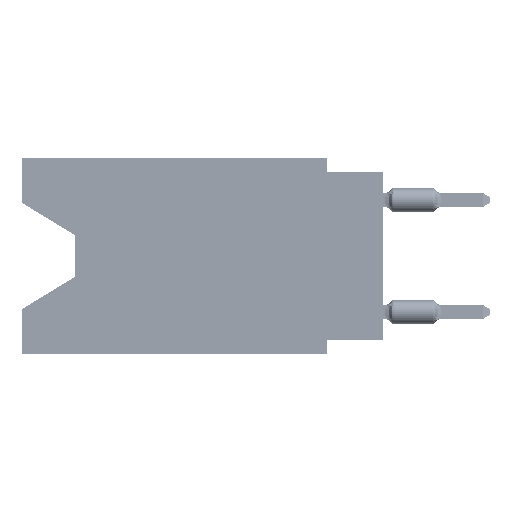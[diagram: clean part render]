
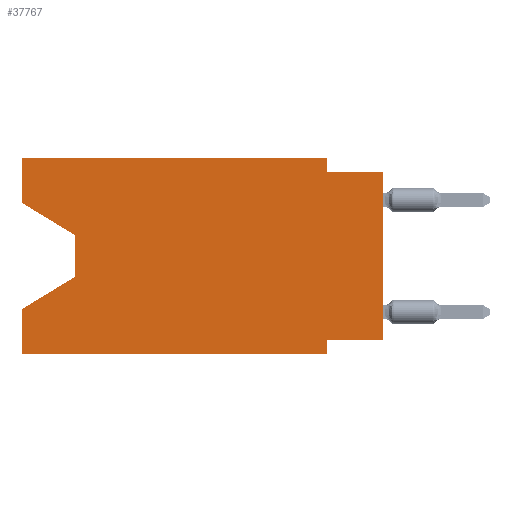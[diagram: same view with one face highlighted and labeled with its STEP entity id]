
A CAD part, left-side view. The second image highlights one B-rep face of the part: STEP entity #37767.
In plain terms, the highlighted planar face has unit normal (-1, 0, 0).
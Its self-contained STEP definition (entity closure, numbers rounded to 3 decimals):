
#117 = CARTESIAN_POINT ( 'NONE',  ( 0., 0., 0. ) ) ;
#285 = CARTESIAN_POINT ( 'NONE',  ( 0., 16.383, 0. ) ) ;
#2001 = CARTESIAN_POINT ( 'NONE',  ( 0., 16.383, -8.89 ) ) ;
#5649 = CARTESIAN_POINT ( 'NONE',  ( 0., 2.54, 0. ) ) ;
#7239 = EDGE_CURVE ( 'NONE', #78307, #81501, #26435, .T. ) ;
#7710 = VECTOR ( 'NONE', #17086, 1000. ) ;
#7811 = CARTESIAN_POINT ( 'NONE',  ( 0., 16.383, 0. ) ) ;
#13117 = CARTESIAN_POINT ( 'NONE',  ( 0., 2.54, -8.89 ) ) ;
#13812 = DIRECTION ( 'NONE',  ( 0., 0., -1. ) ) ;
#16263 = ORIENTED_EDGE ( 'NONE', *, *, #98325, .F. ) ;
#16302 = VERTEX_POINT ( 'NONE', #28200 ) ;
#17086 = DIRECTION ( 'NONE',  ( 0., 0., 1. ) ) ;
#17310 = VERTEX_POINT ( 'NONE', #113201 ) ;
#17983 = ORIENTED_EDGE ( 'NONE', *, *, #83152, .F. ) ;
#17991 = VECTOR ( 'NONE', #95566, 1000. ) ;
#19502 = EDGE_CURVE ( 'NONE', #52463, #81501, #93364, .T. ) ;
#19647 = DIRECTION ( 'NONE',  ( 0., -0.855, -0.519 ) ) ;
#21262 = CARTESIAN_POINT ( 'NONE',  ( 0., 16.383, 0. ) ) ;
#23627 = CARTESIAN_POINT ( 'NONE',  ( 0., 16.383, -2.038 ) ) ;
#23728 = EDGE_CURVE ( 'NONE', #105621, #82940, #32060, .T. ) ;
#23790 = VECTOR ( 'NONE', #55757, 1000. ) ;
#26435 = LINE ( 'NONE', #117, #7710 ) ;
#26571 = EDGE_CURVE ( 'NONE', #16302, #52463, #84612, .T. ) ;
#28200 = CARTESIAN_POINT ( 'NONE',  ( 0., 2.54, 0. ) ) ;
#29489 = EDGE_CURVE ( 'NONE', #94571, #76589, #42276, .T. ) ;
#30042 = VECTOR ( 'NONE', #44038, 1000. ) ;
#32060 = LINE ( 'NONE', #67749, #96336 ) ;
#32711 = DIRECTION ( 'NONE',  ( 0., 0.855, -0.519 ) ) ;
#33014 = AXIS2_PLACEMENT_3D ( 'NONE', #7811, #69820, #53954 ) ;
#34536 = ORIENTED_EDGE ( 'NONE', *, *, #109685, .F. ) ;
#37208 = VECTOR ( 'NONE', #49303, 1000. ) ;
#37767 = ADVANCED_FACE ( 'NONE', ( #78582 ), #70394, .F. ) ;
#41393 = DIRECTION ( 'NONE',  ( 0., 0., -1. ) ) ;
#41915 = VERTEX_POINT ( 'NONE', #80008 ) ;
#42276 = LINE ( 'NONE', #113626, #30042 ) ;
#42729 = ORIENTED_EDGE ( 'NONE', *, *, #7239, .T. ) ;
#44038 = DIRECTION ( 'NONE',  ( 0., 0., -1. ) ) ;
#44570 = ORIENTED_EDGE ( 'NONE', *, *, #101055, .T. ) ;
#45649 = LINE ( 'NONE', #77181, #78059 ) ;
#47563 = LINE ( 'NONE', #21262, #37208 ) ;
#48881 = DIRECTION ( 'NONE',  ( 0., -1., 0. ) ) ;
#49303 = DIRECTION ( 'NONE',  ( 0., 0., 1. ) ) ;
#51018 = ORIENTED_EDGE ( 'NONE', *, *, #53229, .T. ) ;
#52463 = VERTEX_POINT ( 'NONE', #55474 ) ;
#53229 = EDGE_CURVE ( 'NONE', #108703, #76589, #114904, .T. ) ;
#53549 = VECTOR ( 'NONE', #13812, 1000. ) ;
#53954 = DIRECTION ( 'NONE',  ( 0., 0., -1. ) ) ;
#55170 = DIRECTION ( 'NONE',  ( 0., -1., 0. ) ) ;
#55474 = CARTESIAN_POINT ( 'NONE',  ( 0., 2.54, -0.635 ) ) ;
#55757 = DIRECTION ( 'NONE',  ( 0., -1., 0. ) ) ;
#56151 = ORIENTED_EDGE ( 'NONE', *, *, #90204, .T. ) ;
#57446 = EDGE_CURVE ( 'NONE', #17310, #16302, #98522, .T. ) ;
#58450 = EDGE_LOOP ( 'NONE', ( #44570, #68057, #56151, #34536, #51018, #78640, #17983, #42729, #76220, #111260, #62955, #16263 ) ) ;
#61829 = LINE ( 'NONE', #72331, #62859 ) ;
#62859 = VECTOR ( 'NONE', #19647, 1000. ) ;
#62955 = ORIENTED_EDGE ( 'NONE', *, *, #57446, .F. ) ;
#64275 = CARTESIAN_POINT ( 'NONE',  ( 0., 16.383, -8.89 ) ) ;
#64791 = DIRECTION ( 'NONE',  ( 0., 0., 1. ) ) ;
#65528 = VECTOR ( 'NONE', #55170, 1000. ) ;
#65615 = CARTESIAN_POINT ( 'NONE',  ( 0., 0., -8.255 ) ) ;
#67506 = LINE ( 'NONE', #69254, #17991 ) ;
#67749 = CARTESIAN_POINT ( 'NONE',  ( 0., 13.97, -3.505 ) ) ;
#68057 = ORIENTED_EDGE ( 'NONE', *, *, #23728, .T. ) ;
#69254 = CARTESIAN_POINT ( 'NONE',  ( 0., 0., -8.255 ) ) ;
#69820 = DIRECTION ( 'NONE',  ( 1., 0., 0. ) ) ;
#70394 = PLANE ( 'NONE',  #33014 ) ;
#72331 = CARTESIAN_POINT ( 'NONE',  ( 0., 16.383, -2.038 ) ) ;
#73019 = CARTESIAN_POINT ( 'NONE',  ( 0., 16.383, 0. ) ) ;
#75226 = CARTESIAN_POINT ( 'NONE',  ( 0., 0., -0.635 ) ) ;
#76220 = ORIENTED_EDGE ( 'NONE', *, *, #19502, .F. ) ;
#76589 = VERTEX_POINT ( 'NONE', #13117 ) ;
#77181 = CARTESIAN_POINT ( 'NONE',  ( 0., 13.97, -5.385 ) ) ;
#78059 = VECTOR ( 'NONE', #32711, 1000. ) ;
#78307 = VERTEX_POINT ( 'NONE', #65615 ) ;
#78582 = FACE_OUTER_BOUND ( 'NONE', #58450, .T. ) ;
#78640 = ORIENTED_EDGE ( 'NONE', *, *, #29489, .F. ) ;
#79651 = CARTESIAN_POINT ( 'NONE',  ( 0., 13.97, -5.385 ) ) ;
#80008 = CARTESIAN_POINT ( 'NONE',  ( 0., 16.383, -6.852 ) ) ;
#81501 = VERTEX_POINT ( 'NONE', #100144 ) ;
#82940 = VERTEX_POINT ( 'NONE', #79651 ) ;
#83152 = EDGE_CURVE ( 'NONE', #78307, #94571, #67506, .T. ) ;
#84612 = LINE ( 'NONE', #5649, #53549 ) ;
#90204 = EDGE_CURVE ( 'NONE', #82940, #41915, #45649, .T. ) ;
#91157 = LINE ( 'NONE', #73019, #95737 ) ;
#91314 = CARTESIAN_POINT ( 'NONE',  ( 0., 13.97, -3.505 ) ) ;
#93364 = LINE ( 'NONE', #75226, #94018 ) ;
#94018 = VECTOR ( 'NONE', #48881, 1000. ) ;
#94571 = VERTEX_POINT ( 'NONE', #102952 ) ;
#95566 = DIRECTION ( 'NONE',  ( 0., 1., 0. ) ) ;
#95737 = VECTOR ( 'NONE', #64791, 1000. ) ;
#96336 = VECTOR ( 'NONE', #41393, 1000. ) ;
#97192 = VERTEX_POINT ( 'NONE', #23627 ) ;
#98325 = EDGE_CURVE ( 'NONE', #97192, #17310, #91157, .T. ) ;
#98522 = LINE ( 'NONE', #285, #65528 ) ;
#100144 = CARTESIAN_POINT ( 'NONE',  ( 0., 0., -0.635 ) ) ;
#101055 = EDGE_CURVE ( 'NONE', #97192, #105621, #61829, .T. ) ;
#102952 = CARTESIAN_POINT ( 'NONE',  ( 0., 2.54, -8.255 ) ) ;
#105621 = VERTEX_POINT ( 'NONE', #91314 ) ;
#108703 = VERTEX_POINT ( 'NONE', #64275 ) ;
#109685 = EDGE_CURVE ( 'NONE', #108703, #41915, #47563, .T. ) ;
#111260 = ORIENTED_EDGE ( 'NONE', *, *, #26571, .F. ) ;
#113201 = CARTESIAN_POINT ( 'NONE',  ( 0., 16.383, 0. ) ) ;
#113626 = CARTESIAN_POINT ( 'NONE',  ( 0., 2.54, -8.89 ) ) ;
#114904 = LINE ( 'NONE', #2001, #23790 ) ;
